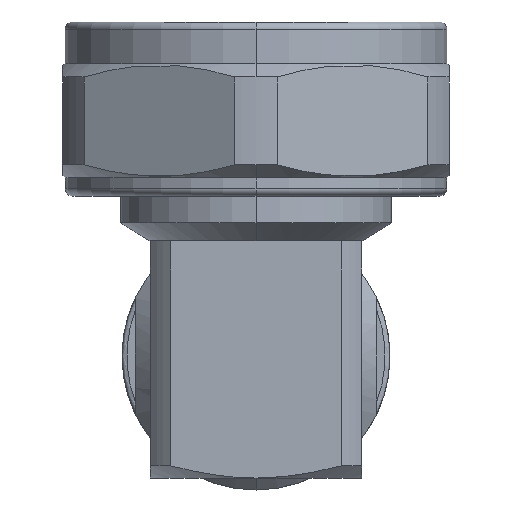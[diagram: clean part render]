
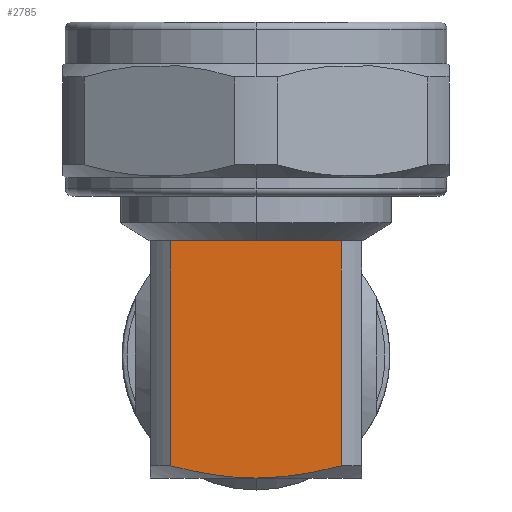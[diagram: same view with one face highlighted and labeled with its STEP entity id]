
A CAD part, left-side view. The second image highlights one B-rep face of the part: STEP entity #2785.
In plain terms, the highlighted planar face has unit normal (-1, 0, 0).
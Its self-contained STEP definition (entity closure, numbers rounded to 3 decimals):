
#449=DIRECTION('',(0.,1.,0.));
#450=VECTOR('',#449,6.057);
#451=CARTESIAN_POINT('',(-28.4,1.012,0.548));
#452=LINE('',#451,#450);
#468=DIRECTION('',(0.,1.,0.));
#469=VECTOR('',#468,6.057);
#470=CARTESIAN_POINT('',(-28.4,-7.07,0.548));
#471=LINE('',#470,#469);
#482=DIRECTION('',(0.,0.,-1.));
#483=VECTOR('',#482,18.636);
#484=CARTESIAN_POINT('',(-28.4,7.07,0.548));
#485=LINE('',#484,#483);
#486=DIRECTION('',(0.,0.,-1.));
#487=VECTOR('',#486,18.636);
#488=CARTESIAN_POINT('',(-28.4,-7.07,0.548));
#489=LINE('',#488,#487);
#490=CARTESIAN_POINT('',(-28.4,0.,-19.1));
#491=CARTESIAN_POINT('',(-28.4,-0.465,-19.1));
#492=CARTESIAN_POINT('',(-28.4,-1.392,-19.07));
#493=CARTESIAN_POINT('',(-28.4,-2.77,-18.939));
#494=CARTESIAN_POINT('',(-28.4,-4.144,-18.733));
#495=CARTESIAN_POINT('',(-28.4,-5.54,-18.459));
#496=CARTESIAN_POINT('',(-28.4,-6.55,-18.22));
#497=CARTESIAN_POINT('',(-28.4,-7.07,-18.087));
#499=CARTESIAN_POINT('',(-28.4,7.07,-18.087));
#500=CARTESIAN_POINT('',(-28.4,6.549,-18.22));
#501=CARTESIAN_POINT('',(-28.4,5.538,-18.459));
#502=CARTESIAN_POINT('',(-28.4,4.14,-18.734));
#503=CARTESIAN_POINT('',(-28.4,2.767,-18.94));
#504=CARTESIAN_POINT('',(-28.4,1.391,-19.07));
#505=CARTESIAN_POINT('',(-28.4,0.465,-19.1));
#506=CARTESIAN_POINT('',(-28.4,0.,-19.1));
#526=DIRECTION('',(0.,1.,0.));
#527=VECTOR('',#526,2.024);
#528=CARTESIAN_POINT('',(-28.4,-1.012,0.548));
#529=LINE('',#528,#527);
#2079=CARTESIAN_POINT('',(-28.4,1.012,0.548));
#2081=VERTEX_POINT('',#2079);
#2082=CARTESIAN_POINT('',(-28.4,-1.012,0.548));
#2084=VERTEX_POINT('',#2082);
#2088=CARTESIAN_POINT('',(-28.4,0.,-19.1));
#2090=VERTEX_POINT('',#2088);
#2116=CARTESIAN_POINT('',(-28.4,7.07,0.548));
#2117=CARTESIAN_POINT('',(-28.4,7.07,-18.087));
#2118=VERTEX_POINT('',#2116);
#2119=VERTEX_POINT('',#2117);
#2120=CARTESIAN_POINT('',(-28.4,-7.07,0.548));
#2121=CARTESIAN_POINT('',(-28.4,-7.07,-18.087));
#2122=VERTEX_POINT('',#2120);
#2123=VERTEX_POINT('',#2121);
#2768=CARTESIAN_POINT('',(-28.4,-8.75,-19.1));
#2769=DIRECTION('',(-1.,0.,0.));
#2770=DIRECTION('',(0.,0.,1.));
#2771=AXIS2_PLACEMENT_3D('',#2768,#2769,#2770);
#2772=PLANE('',#2771);
#2773=ORIENTED_EDGE('',*,*,#2732,.F.);
#2774=ORIENTED_EDGE('',*,*,#2671,.F.);
#2776=ORIENTED_EDGE('',*,*,#2775,.F.);
#2777=ORIENTED_EDGE('',*,*,#2714,.F.);
#2779=ORIENTED_EDGE('',*,*,#2778,.T.);
#2781=ORIENTED_EDGE('',*,*,#2780,.F.);
#2782=ORIENTED_EDGE('',*,*,#2743,.F.);
#2783=EDGE_LOOP('',(#2773,#2774,#2776,#2777,#2779,#2781,#2782));
#2784=FACE_OUTER_BOUND('',#2783,.F.);
#498=B_SPLINE_CURVE_WITH_KNOTS('',3,(#490,#491,#492,#493,#494,#495,#496,#497),
.UNSPECIFIED.,.F.,.F.,(4,1,1,1,1,4),(0.,0.2,0.4,0.6,0.8,1.),
.UNSPECIFIED.);
#507=B_SPLINE_CURVE_WITH_KNOTS('',3,(#499,#500,#501,#502,#503,#504,#505,#506),
.UNSPECIFIED.,.F.,.F.,(4,1,1,1,1,4),(0.,0.2,0.4,0.6,0.8,1.),
.UNSPECIFIED.);
#2671=EDGE_CURVE('',#2081,#2118,#452,.T.);
#2714=EDGE_CURVE('',#2122,#2084,#471,.T.);
#2732=EDGE_CURVE('',#2118,#2119,#485,.T.);
#2743=EDGE_CURVE('',#2119,#2090,#507,.T.);
#2775=EDGE_CURVE('',#2084,#2081,#529,.T.);
#2778=EDGE_CURVE('',#2122,#2123,#489,.T.);
#2780=EDGE_CURVE('',#2090,#2123,#498,.T.);
#2785=ADVANCED_FACE('',(#2784),#2772,.T.);
